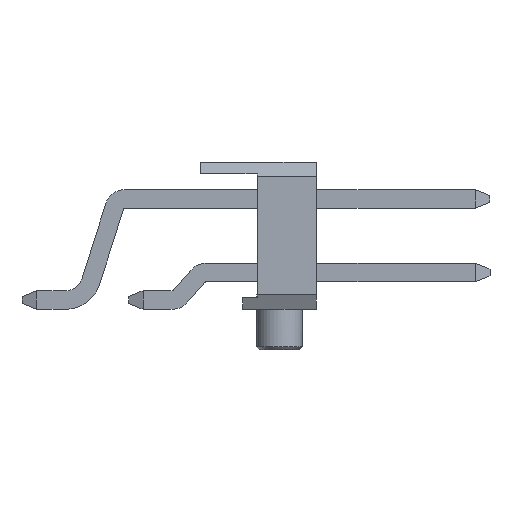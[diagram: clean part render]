
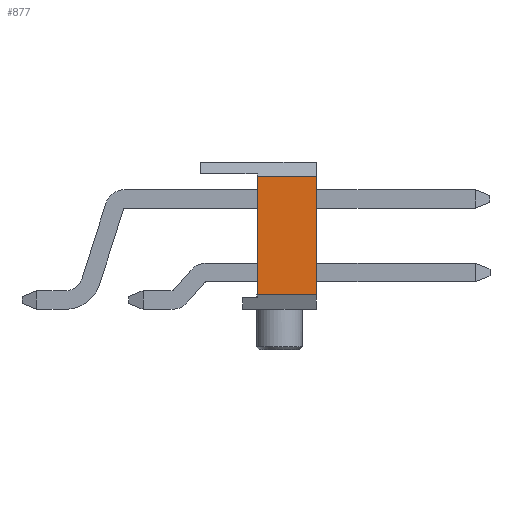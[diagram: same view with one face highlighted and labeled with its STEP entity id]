
A CAD part, left-side view. The second image highlights one B-rep face of the part: STEP entity #877.
In plain terms, the highlighted planar face has unit normal (-1, 0, 0).
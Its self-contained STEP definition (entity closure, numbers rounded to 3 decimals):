
#877 = ADVANCED_FACE( '', ( #1729 ), #1730, .T. );
#1729 = FACE_OUTER_BOUND( '', #2575, .T. );
#1730 = PLANE( '', #2576 );
#2575 = EDGE_LOOP( '', ( #4709, #4710, #4711, #4712 ) );
#2576 = AXIS2_PLACEMENT_3D( '', #4713, #4714, #4715 );
#4709 = ORIENTED_EDGE( '', *, *, #5821, .F. );
#4710 = ORIENTED_EDGE( '', *, *, #5637, .T. );
#4711 = ORIENTED_EDGE( '', *, *, #5835, .F. );
#4712 = ORIENTED_EDGE( '', *, *, #5403, .T. );
#4713 = CARTESIAN_POINT( '', ( -7.62, 0., 0. ) );
#4714 = DIRECTION( '', ( -1., 0., 0. ) );
#4715 = DIRECTION( '', ( 0., 0., 1. ) );
#5403 = EDGE_CURVE( '', #6528, #6525, #6529, .T. );
#5637 = EDGE_CURVE( '', #6903, #6901, #6904, .T. );
#5821 = EDGE_CURVE( '', #6903, #6525, #7145, .T. );
#5835 = EDGE_CURVE( '', #6528, #6901, #7161, .T. );
#6525 = VERTEX_POINT( '', #8055 );
#6528 = VERTEX_POINT( '', #8059 );
#6529 = LINE( '', #8060, #8061 );
#6901 = VERTEX_POINT( '', #8629 );
#6903 = VERTEX_POINT( '', #8632 );
#6904 = LINE( '', #8633, #8634 );
#7145 = LINE( '', #9002, #9003 );
#7161 = LINE( '', #9028, #9029 );
#8055 = CARTESIAN_POINT( '', ( -7.62, -1.27, 2.04 ) );
#8059 = CARTESIAN_POINT( '', ( -7.62, -1.27, -2.04 ) );
#8060 = CARTESIAN_POINT( '', ( -7.62, -1.27, -2.54 ) );
#8061 = VECTOR( '', #9617, 1000. );
#8629 = CARTESIAN_POINT( '', ( -7.62, 0.77, -2.04 ) );
#8632 = CARTESIAN_POINT( '', ( -7.62, 0.77, 2.04 ) );
#8633 = CARTESIAN_POINT( '', ( -7.62, 0.77, -2.14 ) );
#8634 = VECTOR( '', #9824, 1000. );
#9002 = CARTESIAN_POINT( '', ( -7.62, 0., 2.04 ) );
#9003 = VECTOR( '', #9967, 1000. );
#9028 = CARTESIAN_POINT( '', ( -7.62, 0., -2.04 ) );
#9029 = VECTOR( '', #9977, 1000. );
#9617 = DIRECTION( '', ( 0., 0., 1. ) );
#9824 = DIRECTION( '', ( 0., 0., -1. ) );
#9967 = DIRECTION( '', ( 0., -1., 0. ) );
#9977 = DIRECTION( '', ( 0., 1., 0. ) );
